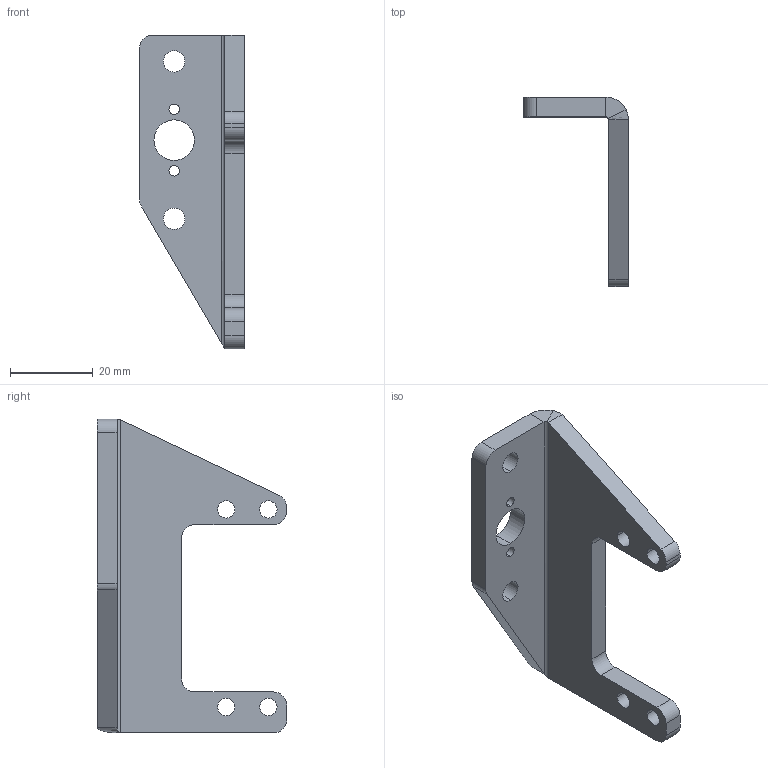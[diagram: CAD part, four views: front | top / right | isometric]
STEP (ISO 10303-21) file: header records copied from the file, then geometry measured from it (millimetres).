
FILE_DESCRIPTION (( 'STEP AP214' ), '1' );
FILE_NAME ('am-0574 Encoder Bracket with Servo Mount.STEP', '2014-08-20T21:02:24', ( '' ), ( '' ), 'SwSTEP 2.0', 'SolidWorks 2014', '' );
FILE_SCHEMA (( 'AUTOMOTIVE_DESIGN' ));
Length unit declared in the file: inch
Products named in the file (1): am-0574 Encoder Bracket with Servo Mount
Bounding box: 25.4 x 45.82 x 75.94 mm (x, y, z)
Volume: 14172.6 mm3; surface area: 7967.1 mm2
Topology: 1 solids, 1 shells, 45 faces, 121 edges, 78 vertices
Faces by surface type: cylinder 28, plane 15, bspline 2
Entity records: 1547 total; most frequent: CARTESIAN_POINT 311, DIRECTION 259, ORIENTED_EDGE 242, EDGE_CURVE 121, AXIS2_PLACEMENT_3D 98, VERTEX_POINT 78, VECTOR 63, LINE 63
